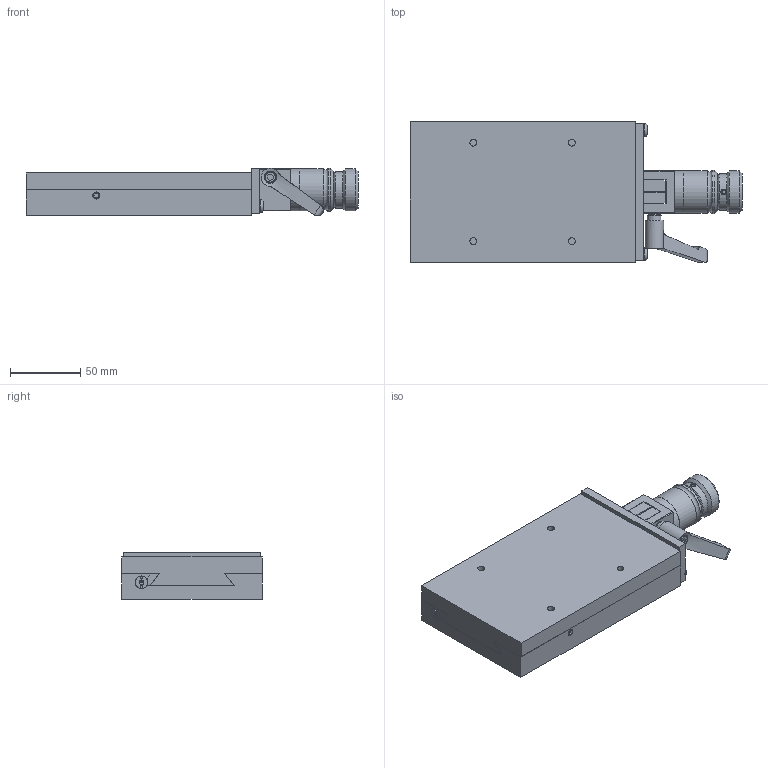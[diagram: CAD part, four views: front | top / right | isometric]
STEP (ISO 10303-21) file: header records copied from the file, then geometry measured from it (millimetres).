
FILE_DESCRIPTION( ( 'STEP AP214' ), '1' );
FILE_NAME( 'VSLS 100 X-NE-SKL-KL.stp', '2021-03-18T12:18:13', ( 'License CC BY-ND 4.0' ), ( 'CADENAS' ), ' ', 'PARTsolutions', ' ' );
FILE_SCHEMA( ( 'AUTOMOTIVE_DESIGN { 1 0 10303 214 1 1 1 1 }' ) );
Length unit declared in the file: millimetre
Products named in the file (8): VSLS 100 X-NE-SKL-KL_(0-KL); _VSLS 100-X-SKL-KLL180(-SKL-KLXPA.L180)_body; _VSLS-100_(0-SKL)._slider; _100(VSLS)_platte; _100_SKL/SKS; _100(VSLS--SKL)_spindle; _100_(-SKL)_klemm; _Screw1 100
Assembly tree (9 placements, depth 2):
  VSLS 100 X-NE-SKL-KL_(0-KL)
    _VSLS 100-X-SKL-KLL180(-SKL-KLXPA.L180)_body
    _VSLS-100_(0-SKL)._slider
    _100(VSLS)_platte
    _100_SKL/SKS
    _100(VSLS--SKL)_spindle
    _100_(-SKL)_klemm
    _Screw1 100  x3
Bounding box: 236 x 100 x 34.01 mm (x, y, z)
Volume: 539445.4 mm3; surface area: 125961.2 mm2
Topology: 9 solids, 9 shells, 249 faces, 573 edges, 371 vertices
Faces by surface type: plane 160, cylinder 55, cone 23, torus 11
Full cylindrical faces by diameter (mm): 1.8 x2, 3.2 x1, 3.24 x2, 3.5 x2, 4 x3, 4.5 x1, 4.917 x8, 5 x5, 5.5 x2, 6 x2, 8 x5, 8.8 x2, 9.5 x2, 10 x2, 13 x1, 16 x2, 26 x1, 30 x3, 30.7 x1
Entity records: 8144 total; most frequent: CARTESIAN_POINT 1269, DIRECTION 1026, ORIENTED_EDGE 890, EDGE_CURVE 445, AXIS2_PLACEMENT_3D 371, EDGE_LOOP 347, VERTEX_POINT 328, LINE 284
